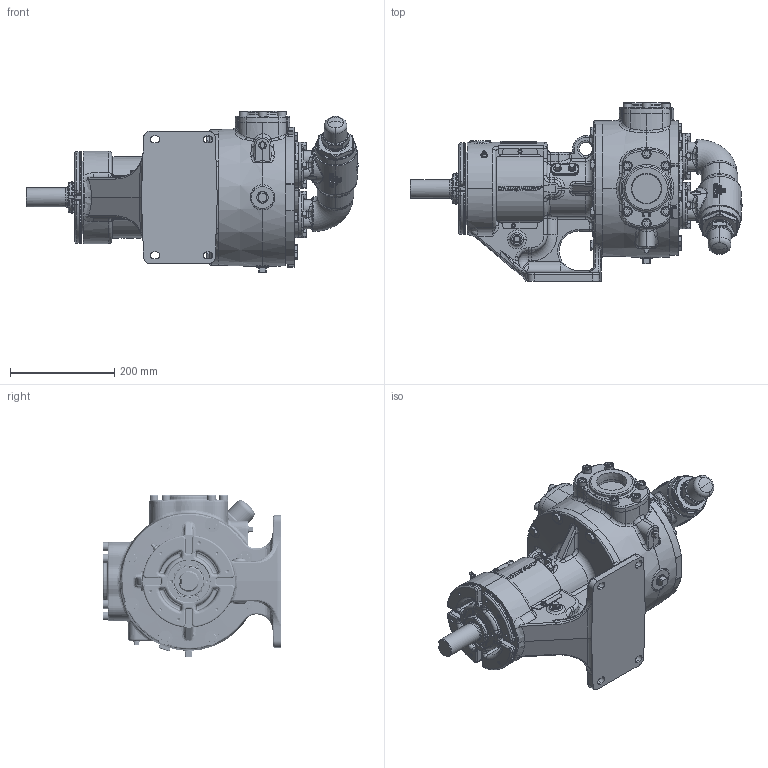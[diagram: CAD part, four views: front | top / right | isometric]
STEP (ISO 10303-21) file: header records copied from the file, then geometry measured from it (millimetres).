
FILE_DESCRIPTION (( 'STEP AP214' ), '1' );
FILE_NAME ('LV-4515.STEP', '2024-04-03T14:27:22', ( '' ), ( '' ), 'SwSTEP 2.0', 'SolidWorks 2022', '' );
FILE_SCHEMA (( 'AUTOMOTIVE_DESIGN' ));
Length unit declared in the file: inch
Products named in the file (1): LV-4515
Bounding box: 637.52 x 343.03 x 309.77 mm (x, y, z)
Volume: 15388781.7 mm3; surface area: 829204 mm2
Topology: 1 solids, 13 shells, 5462 faces, 13831 edges, 8532 vertices
Faces by surface type: plane 1754, bspline 1662, cylinder 1078, cone 710, torus 166, sphere 92
Entity records: 317816 total; most frequent: CARTESIAN_POINT 129382, ORIENTED_EDGE 27360, DIRECTION 20129, EDGE_CURVE 13680, VERTEX_POINT 8525, AXIS2_PLACEMENT_3D 7513, EDGE_LOOP 5791, LENGTH_MEASURE_WITH_UNIT 5465
